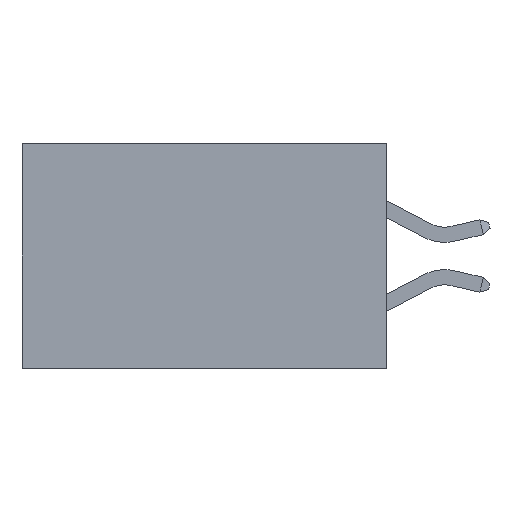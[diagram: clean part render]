
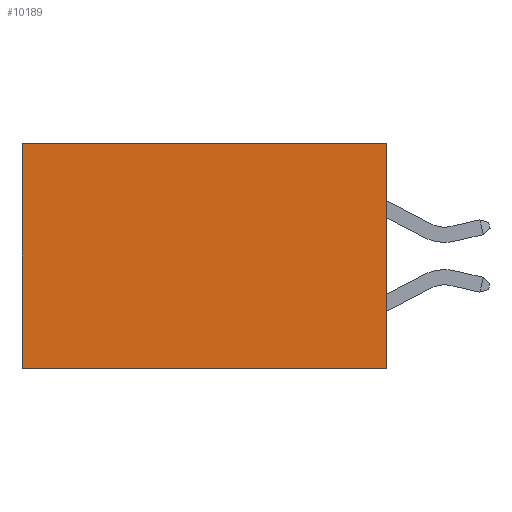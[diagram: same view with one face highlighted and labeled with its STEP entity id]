
A CAD part, left-side view. The second image highlights one B-rep face of the part: STEP entity #10189.
In plain terms, the highlighted planar face has unit normal (-1, 0, 0).
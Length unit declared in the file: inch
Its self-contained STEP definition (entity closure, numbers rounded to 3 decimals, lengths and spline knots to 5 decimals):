
#373 = ORIENTED_EDGE ( 'NONE', *, *, #8556, .F. ) ;
#1172 = DIRECTION ( 'NONE',  ( 0., 0., -1. ) ) ;
#1302 = LINE ( 'NONE', #13891, #6358 ) ;
#1983 = EDGE_CURVE ( 'NONE', #3290, #6524, #10525, .T. ) ;
#2610 = EDGE_CURVE ( 'NONE', #6708, #14550, #5884, .T. ) ;
#3290 = VERTEX_POINT ( 'NONE', #12777 ) ;
#3702 = CARTESIAN_POINT ( 'NONE',  ( 0.298, 0., -0.37 ) ) ;
#4033 = DIRECTION ( 'NONE',  ( 0., 1., 0. ) ) ;
#5884 = LINE ( 'NONE', #21322, #16396 ) ;
#6358 = VECTOR ( 'NONE', #1172, 39.37008 ) ;
#6524 = VERTEX_POINT ( 'NONE', #26945 ) ;
#6708 = VERTEX_POINT ( 'NONE', #26470 ) ;
#7874 = LINE ( 'NONE', #21447, #12769 ) ;
#8556 = EDGE_CURVE ( 'NONE', #6708, #3290, #1302, .T. ) ;
#8779 = PLANE ( 'NONE',  #20733 ) ;
#8906 = DIRECTION ( 'NONE',  ( 0., 0., -1. ) ) ;
#9720 = CARTESIAN_POINT ( 'NONE',  ( 0.298, 0.6, 0. ) ) ;
#10189 = ADVANCED_FACE ( 'NONE', ( #15795 ), #8779, .F. ) ;
#10525 = LINE ( 'NONE', #3702, #11194 ) ;
#11194 = VECTOR ( 'NONE', #4033, 39.37008 ) ;
#11408 = EDGE_CURVE ( 'NONE', #14550, #6524, #7874, .T. ) ;
#11614 = ORIENTED_EDGE ( 'NONE', *, *, #11408, .T. ) ;
#12769 = VECTOR ( 'NONE', #8906, 39.37008 ) ;
#12777 = CARTESIAN_POINT ( 'NONE',  ( 0.298, 0., -0.37 ) ) ;
#12986 = DIRECTION ( 'NONE',  ( 0., 0., -1. ) ) ;
#13891 = CARTESIAN_POINT ( 'NONE',  ( 0.298, 0., 0. ) ) ;
#14550 = VERTEX_POINT ( 'NONE', #9720 ) ;
#15396 = ORIENTED_EDGE ( 'NONE', *, *, #1983, .F. ) ;
#15795 = FACE_OUTER_BOUND ( 'NONE', #25171, .T. ) ;
#16396 = VECTOR ( 'NONE', #27080, 39.37008 ) ;
#20733 = AXIS2_PLACEMENT_3D ( 'NONE', #23451, #25570, #12986 ) ;
#21322 = CARTESIAN_POINT ( 'NONE',  ( 0.298, 0., 0. ) ) ;
#21447 = CARTESIAN_POINT ( 'NONE',  ( 0.298, 0.6, 0. ) ) ;
#22962 = ORIENTED_EDGE ( 'NONE', *, *, #2610, .T. ) ;
#23451 = CARTESIAN_POINT ( 'NONE',  ( 0.298, 0., 0. ) ) ;
#25171 = EDGE_LOOP ( 'NONE', ( #11614, #15396, #373, #22962 ) ) ;
#25570 = DIRECTION ( 'NONE',  ( 1., 0., 0. ) ) ;
#26470 = CARTESIAN_POINT ( 'NONE',  ( 0.298, 0., 0. ) ) ;
#26945 = CARTESIAN_POINT ( 'NONE',  ( 0.298, 0.6, -0.37 ) ) ;
#27080 = DIRECTION ( 'NONE',  ( 0., 1., 0. ) ) ;
